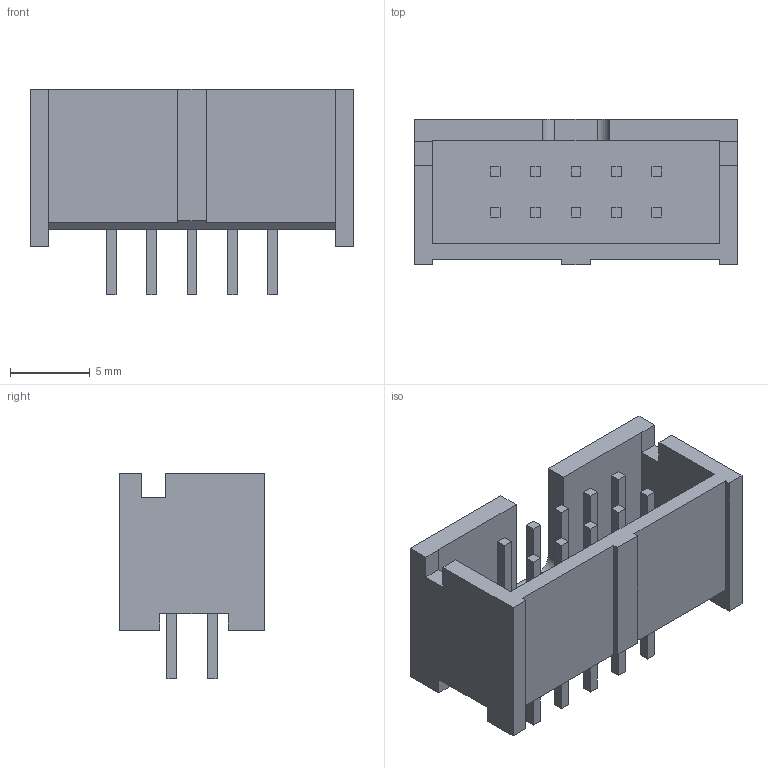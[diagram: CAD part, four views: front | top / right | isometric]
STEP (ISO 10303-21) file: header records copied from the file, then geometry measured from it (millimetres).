
FILE_DESCRIPTION((''),'2;1');
FILE_NAME('C-5103309-01-3','2007-09-01T',('workeradm'),('Tyco Electronics Corporation'),'PRO/ENGINEER BY PARAMETRIC TECHNOLOGY CORPORATION, 2005450','PRO/ENGINEER BY PARAMETRIC TECHNOLOGY CORPORATION, 2005450','');
FILE_SCHEMA(('CONFIG_CONTROL_DESIGN', 'GEOMETRIC_VALIDATION_PROPERTIES_MIM'));
Length unit declared in the file: millimetre
Products named in the file (1): C-5103309-01-3
Bounding box: 20.32 x 9.14 x 12.9 mm (x, y, z)
Volume: 837.5 mm3; surface area: 1448.7 mm2
Topology: 1 solids, 1 shells, 145 faces, 367 edges, 244 vertices
Faces by surface type: plane 143, cylinder 2
Entity records: 4398 total; most frequent: CARTESIAN_POINT 757, ORIENTED_EDGE 734, DIRECTION 661, EDGE_CURVE 367, VECTOR 363, LINE 363, VERTEX_POINT 244, EDGE_LOOP 165
